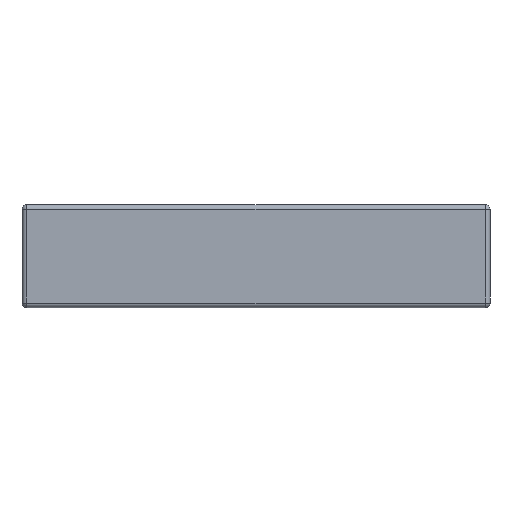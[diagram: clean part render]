
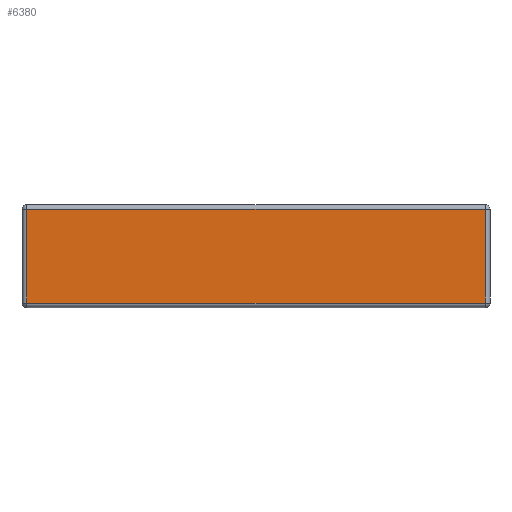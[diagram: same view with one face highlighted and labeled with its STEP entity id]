
A CAD part, left-side view. The second image highlights one B-rep face of the part: STEP entity #6380.
In plain terms, the highlighted planar face has unit normal (-1, 0, 0).
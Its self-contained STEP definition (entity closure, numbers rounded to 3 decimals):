
#134 = DIRECTION ( 'NONE',  ( 0., 1., 0. ) ) ;
#175 = CARTESIAN_POINT ( 'NONE',  ( -0.25, -0.49, 0.01 ) ) ;
#297 = CARTESIAN_POINT ( 'NONE',  ( -0.25, 0.49, 0.21 ) ) ;
#344 = VERTEX_POINT ( 'NONE', #4545 ) ;
#1078 = VECTOR ( 'NONE', #134, 1000. ) ;
#1189 = LINE ( 'NONE', #1586, #1078 ) ;
#1248 = EDGE_LOOP ( 'NONE', ( #1928, #4111, #3570, #1436 ) ) ;
#1436 = ORIENTED_EDGE ( 'NONE', *, *, #5692, .T. ) ;
#1586 = CARTESIAN_POINT ( 'NONE',  ( -0.25, 0.5, 0.21 ) ) ;
#1763 = EDGE_CURVE ( 'NONE', #2145, #344, #6488, .T. ) ;
#1871 = DIRECTION ( 'NONE',  ( 0., 0., 1. ) ) ;
#1903 = CARTESIAN_POINT ( 'NONE',  ( -0.25, 0.5, 0.01 ) ) ;
#1928 = ORIENTED_EDGE ( 'NONE', *, *, #4277, .T. ) ;
#2028 = DIRECTION ( 'NONE',  ( 0., 1., 0. ) ) ;
#2145 = VERTEX_POINT ( 'NONE', #297 ) ;
#2182 = VECTOR ( 'NONE', #3964, 1000. ) ;
#2326 = VECTOR ( 'NONE', #1871, 1000. ) ;
#2333 = DIRECTION ( 'NONE',  ( 1., 0., 0. ) ) ;
#2340 = VERTEX_POINT ( 'NONE', #175 ) ;
#2441 = FACE_OUTER_BOUND ( 'NONE', #1248, .T. ) ;
#3021 = CARTESIAN_POINT ( 'NONE',  ( -0.25, -0.49, 0.22 ) ) ;
#3342 = CARTESIAN_POINT ( 'NONE',  ( -0.25, 0.5, 0.22 ) ) ;
#3417 = DIRECTION ( 'NONE',  ( 0., 0., -1. ) ) ;
#3558 = VECTOR ( 'NONE', #3417, 1000. ) ;
#3570 = ORIENTED_EDGE ( 'NONE', *, *, #3886, .T. ) ;
#3886 = EDGE_CURVE ( 'NONE', #344, #2340, #6530, .T. ) ;
#3964 = DIRECTION ( 'NONE',  ( 0., -1., 0. ) ) ;
#4111 = ORIENTED_EDGE ( 'NONE', *, *, #1763, .T. ) ;
#4146 = AXIS2_PLACEMENT_3D ( 'NONE', #3342, #2333, #2028 ) ;
#4277 = EDGE_CURVE ( 'NONE', #5852, #2145, #1189, .T. ) ;
#4340 = PLANE ( 'NONE',  #4146 ) ;
#4545 = CARTESIAN_POINT ( 'NONE',  ( -0.25, 0.49, 0.01 ) ) ;
#4918 = CARTESIAN_POINT ( 'NONE',  ( -0.25, 0.49, 0.22 ) ) ;
#5028 = LINE ( 'NONE', #3021, #2326 ) ;
#5692 = EDGE_CURVE ( 'NONE', #2340, #5852, #5028, .T. ) ;
#5745 = CARTESIAN_POINT ( 'NONE',  ( -0.25, -0.49, 0.21 ) ) ;
#5852 = VERTEX_POINT ( 'NONE', #5745 ) ;
#6380 = ADVANCED_FACE ( 'NONE', ( #2441 ), #4340, .F. ) ;
#6488 = LINE ( 'NONE', #4918, #3558 ) ;
#6530 = LINE ( 'NONE', #1903, #2182 ) ;
